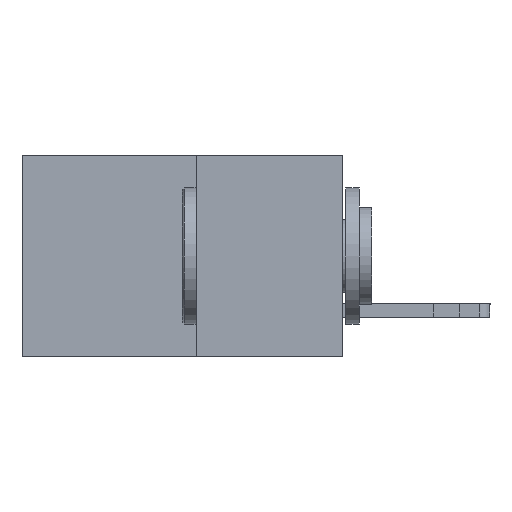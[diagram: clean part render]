
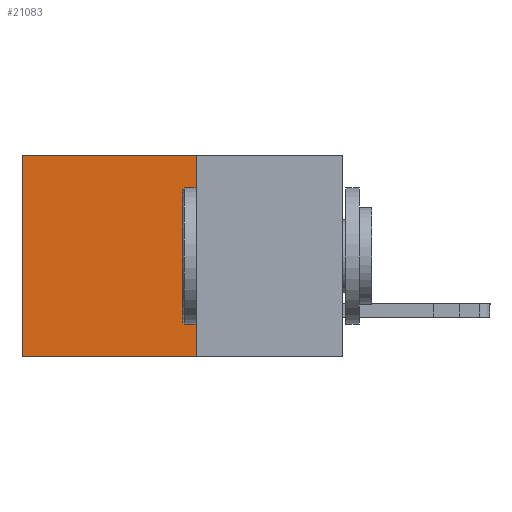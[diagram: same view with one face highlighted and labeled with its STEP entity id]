
A CAD part, left-side view. The second image highlights one B-rep face of the part: STEP entity #21083.
In plain terms, the highlighted planar face has unit normal (-1, 0, 0).
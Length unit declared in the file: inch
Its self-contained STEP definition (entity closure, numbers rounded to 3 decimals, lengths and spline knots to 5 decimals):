
#435 = FACE_OUTER_BOUND ( 'NONE', #12085, .T. ) ;
#1294 = ORIENTED_EDGE ( 'NONE', *, *, #18969, .T. ) ;
#1522 = ORIENTED_EDGE ( 'NONE', *, *, #11985, .F. ) ;
#3407 = ORIENTED_EDGE ( 'NONE', *, *, #10755, .F. ) ;
#3983 = DIRECTION ( 'NONE',  ( 0., 0., -1. ) ) ;
#4655 = VERTEX_POINT ( 'NONE', #10448 ) ;
#5328 = VERTEX_POINT ( 'NONE', #7194 ) ;
#5740 = DIRECTION ( 'NONE',  ( 0., 1., 0. ) ) ;
#6351 = ORIENTED_EDGE ( 'NONE', *, *, #14231, .T. ) ;
#6788 = VERTEX_POINT ( 'NONE', #13625 ) ;
#7194 = CARTESIAN_POINT ( 'NONE',  ( 0.277, 0.27, -0.37 ) ) ;
#7320 = VERTEX_POINT ( 'NONE', #11478 ) ;
#7345 = LINE ( 'NONE', #13054, #16686 ) ;
#8522 = CARTESIAN_POINT ( 'NONE',  ( 0.277, 0.59, -0.37 ) ) ;
#9303 = CARTESIAN_POINT ( 'NONE',  ( 0.277, 0.27, -0.37 ) ) ;
#9583 = CARTESIAN_POINT ( 'NONE',  ( 0.277, 0.27, -0.37 ) ) ;
#10448 = CARTESIAN_POINT ( 'NONE',  ( 0.277, 0.59, 0. ) ) ;
#10755 = EDGE_CURVE ( 'NONE', #6788, #5328, #21127, .T. ) ;
#11253 = VECTOR ( 'NONE', #20525, 39.37008 ) ;
#11326 = CARTESIAN_POINT ( 'NONE',  ( 0.277, 0.27, 0. ) ) ;
#11478 = CARTESIAN_POINT ( 'NONE',  ( 0.277, 0.59, -0.37 ) ) ;
#11985 = EDGE_CURVE ( 'NONE', #5328, #7320, #7345, .T. ) ;
#12085 = EDGE_LOOP ( 'NONE', ( #1294, #1522, #3407, #6351 ) ) ;
#13054 = CARTESIAN_POINT ( 'NONE',  ( 0.277, 0.27, -0.37 ) ) ;
#13396 = VECTOR ( 'NONE', #21514, 39.37008 ) ;
#13625 = CARTESIAN_POINT ( 'NONE',  ( 0.277, 0.27, 0. ) ) ;
#14231 = EDGE_CURVE ( 'NONE', #6788, #4655, #16576, .T. ) ;
#14792 = AXIS2_PLACEMENT_3D ( 'NONE', #9583, #15172, #3983 ) ;
#15172 = DIRECTION ( 'NONE',  ( 1., 0., 0. ) ) ;
#15989 = VECTOR ( 'NONE', #5740, 39.37008 ) ;
#16576 = LINE ( 'NONE', #11326, #15989 ) ;
#16686 = VECTOR ( 'NONE', #22402, 39.37008 ) ;
#17830 = LINE ( 'NONE', #8522, #13396 ) ;
#18969 = EDGE_CURVE ( 'NONE', #4655, #7320, #17830, .T. ) ;
#20525 = DIRECTION ( 'NONE',  ( 0., 0., -1. ) ) ;
#21083 = ADVANCED_FACE ( 'NONE', ( #435 ), #22560, .F. ) ;
#21127 = LINE ( 'NONE', #9303, #11253 ) ;
#21514 = DIRECTION ( 'NONE',  ( 0., 0., -1. ) ) ;
#22402 = DIRECTION ( 'NONE',  ( 0., 1., 0. ) ) ;
#22560 = PLANE ( 'NONE',  #14792 ) ;
